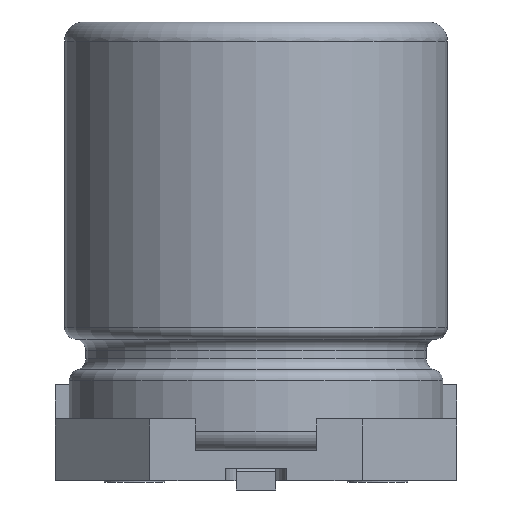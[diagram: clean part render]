
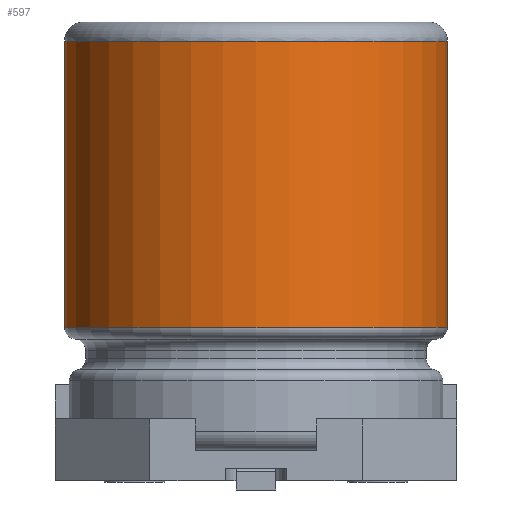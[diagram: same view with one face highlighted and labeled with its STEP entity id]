
A CAD part, front view. The second image highlights one B-rep face of the part: STEP entity #597.
In plain terms, the highlighted cylindrical face has radius 3.15 mm (diameter 6.3 mm), a full revolution.
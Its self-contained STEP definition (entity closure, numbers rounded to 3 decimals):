
#597 = ADVANCED_FACE( '', ( #1272, #1273 ), #1274, .T. );
#1272 = FACE_OUTER_BOUND( '', #2010, .T. );
#1273 = FACE_OUTER_BOUND( '', #2011, .T. );
#1274 = CYLINDRICAL_SURFACE( '', #2012, 3.15 );
#2010 = EDGE_LOOP( '', ( #3779 ) );
#2011 = EDGE_LOOP( '', ( #3780 ) );
#2012 = AXIS2_PLACEMENT_3D( '', #3781, #3782, #3783 );
#3779 = ORIENTED_EDGE( '', *, *, #4683, .T. );
#3780 = ORIENTED_EDGE( '', *, *, #5082, .T. );
#3781 = CARTESIAN_POINT( '', ( 0., 0., 9.9 ) );
#3782 = DIRECTION( '', ( 0., 0., -1. ) );
#3783 = DIRECTION( '', ( 1., 0., 0. ) );
#4683 = EDGE_CURVE( '', #5648, #5648, #5649, .T. );
#5082 = EDGE_CURVE( '', #6214, #6214, #6215, .T. );
#5648 = VERTEX_POINT( '', #7301 );
#5649 = CIRCLE( '', #7302, 3.15 );
#6214 = VERTEX_POINT( '', #8289 );
#6215 = CIRCLE( '', #8290, 3.15 );
#7301 = CARTESIAN_POINT( '', ( -3.15, 0., 6.735 ) );
#7302 = AXIS2_PLACEMENT_3D( '', #8674, #8675, #8676 );
#8289 = CARTESIAN_POINT( '', ( 3.15, 0., 2.022 ) );
#8290 = AXIS2_PLACEMENT_3D( '', #9033, #9034, #9035 );
#8674 = CARTESIAN_POINT( '', ( 0., 0., 6.735 ) );
#8675 = DIRECTION( '', ( 0., 0., -1. ) );
#8676 = DIRECTION( '', ( -1., 0., 0. ) );
#9033 = CARTESIAN_POINT( '', ( 0., 0., 2.022 ) );
#9034 = DIRECTION( '', ( 0., 0., 1. ) );
#9035 = DIRECTION( '', ( 1., 0., 0. ) );
